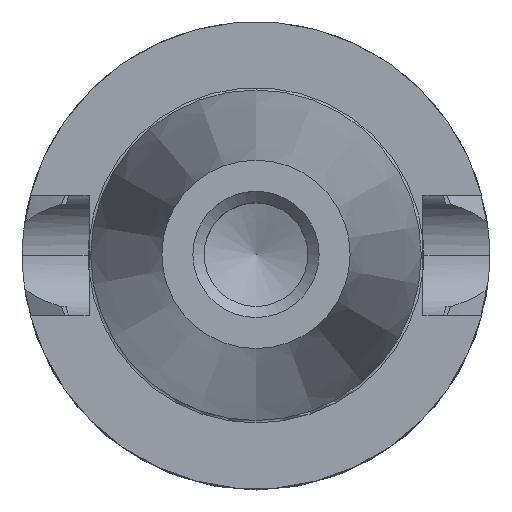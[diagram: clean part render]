
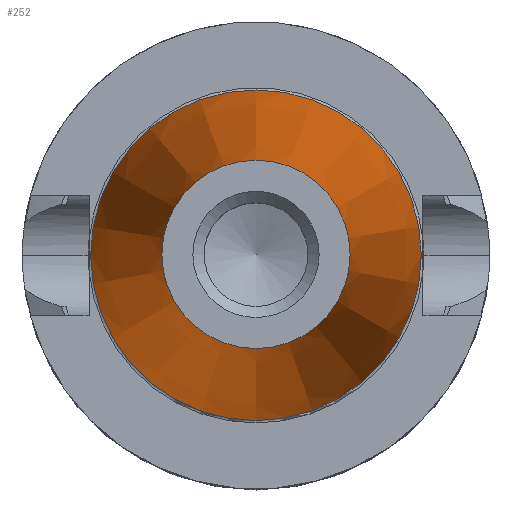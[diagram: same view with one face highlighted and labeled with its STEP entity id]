
A CAD part, top view. The second image highlights one B-rep face of the part: STEP entity #252.
In plain terms, the highlighted conical face has half-angle 8.297 degrees and reference radius 12.717 mm.
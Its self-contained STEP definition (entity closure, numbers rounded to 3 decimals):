
#126=FACE_BOUND('',#381,.T.);
#127=FACE_BOUND('',#382,.T.);
#180=CONICAL_SURFACE('',#1067,12.717,8.297);
#252=ADVANCED_FACE('',(#126,#127),#180,.T.);
#381=EDGE_LOOP('',(#594));
#382=EDGE_LOOP('',(#595));
#466=CIRCLE('',#1049,22.283);
#474=CIRCLE('',#1065,12.687);
#594=ORIENTED_EDGE('',*,*,#887,.F.);
#595=ORIENTED_EDGE('',*,*,#879,.T.);
#778=VERTEX_POINT('',#1593);
#787=VERTEX_POINT('',#1618);
#879=EDGE_CURVE('',#778,#778,#466,.T.);
#887=EDGE_CURVE('',#787,#787,#474,.T.);
#1049=AXIS2_PLACEMENT_3D('',#1592,#1232,#1233);
#1065=AXIS2_PLACEMENT_3D('',#1617,#1264,#1265);
#1067=AXIS2_PLACEMENT_3D('',#1620,#1268,#1269);
#1232=DIRECTION('',(0.0,0.0,1.0));
#1233=DIRECTION('',(0.0,-1.0,0.0));
#1264=DIRECTION('',(0.0,0.0,1.0));
#1265=DIRECTION('',(0.0,-1.0,0.0));
#1268=DIRECTION('',(0.0,0.0,-1.0));
#1269=DIRECTION('',(0.0,1.0,0.));
#1592=CARTESIAN_POINT('',(0.0,0.0,-0.399));
#1593=CARTESIAN_POINT('',(0.0,-22.283,-0.399));
#1617=CARTESIAN_POINT('',(0.0,0.0,65.4));
#1618=CARTESIAN_POINT('',(0.0,-12.687,65.4));
#1620=CARTESIAN_POINT('',(0.0,0.0,65.2));
